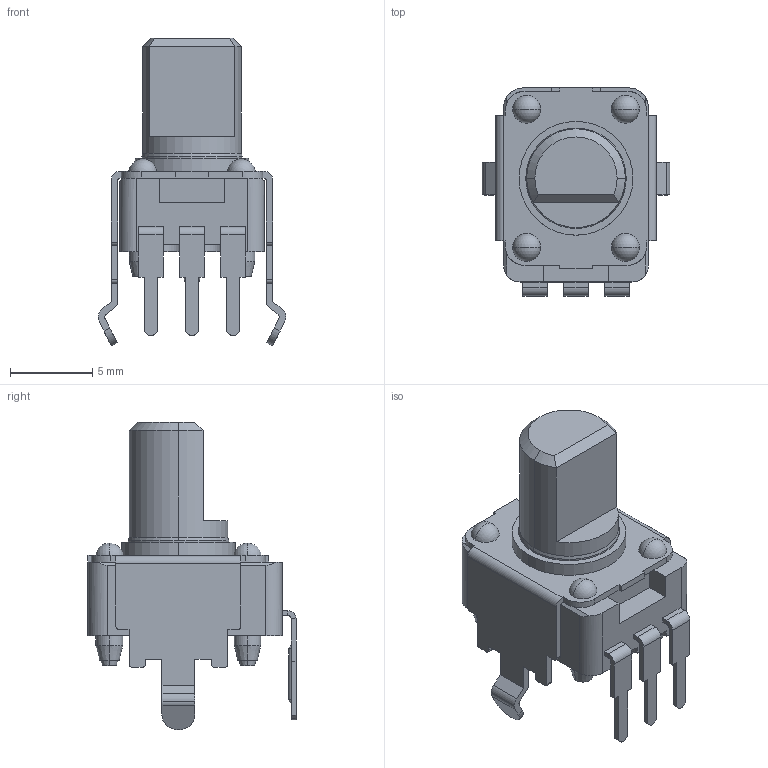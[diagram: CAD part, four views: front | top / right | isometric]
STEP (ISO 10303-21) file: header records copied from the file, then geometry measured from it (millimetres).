
FILE_DESCRIPTION (( 'STEP AP214' ), '1' );
FILE_NAME ('RK09K1130-15.STEP', '2012-01-16T07:45:55', ( '' ), ( '' ), 'SwSTEP 2.0', 'SolidWorks 2010', '' );
FILE_SCHEMA (( 'AUTOMOTIVE_DESIGN' ));
Length unit declared in the file: millimetre
Products named in the file (1): RK09K1130-15
Bounding box: 11.4 x 12.65 x 18.7 mm (x, y, z)
Volume: 759.9 mm3; surface area: 901.1 mm2
Topology: 1 solids, 1 shells, 256 faces, 661 edges, 416 vertices
Faces by surface type: plane 140, cylinder 75, cone 27, sphere 14
Entity records: 10507 total; most frequent: DIRECTION 1358, CARTESIAN_POINT 1338, ORIENTED_EDGE 1294, EDGE_CURVE 647, AXIS2_PLACEMENT_3D 460, VECTOR 438, LINE 438, VERTEX_POINT 416
